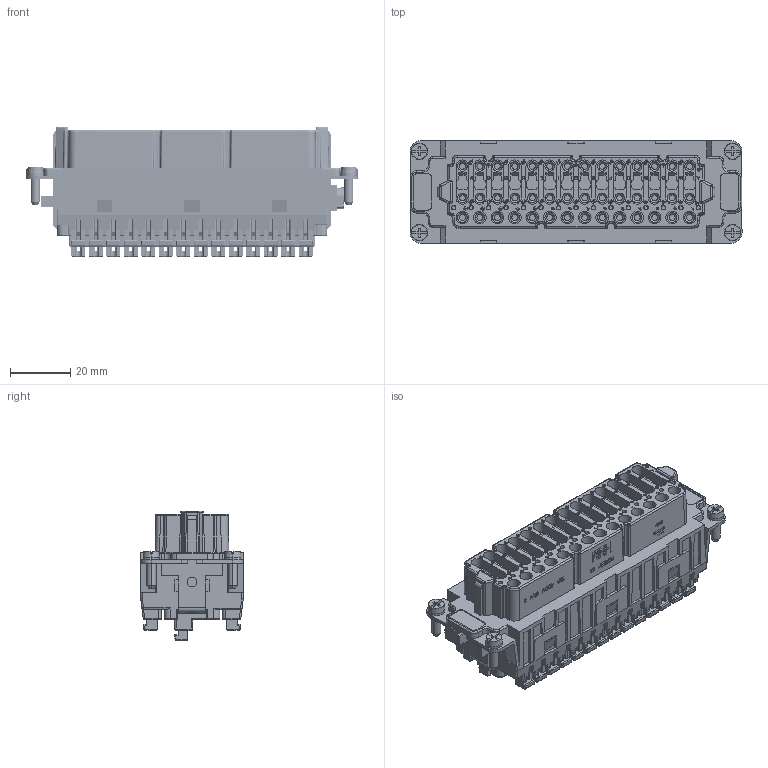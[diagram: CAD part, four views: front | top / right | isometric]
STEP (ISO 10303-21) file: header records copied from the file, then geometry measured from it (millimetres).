
FILE_DESCRIPTION(('Creo Elements/Direct Modeling STEP Export'),'2;1');
FILE_NAME('0ln7uvk5aj4mekh1164','2021-05-06T 9:25:54',(''),(''),'Creo Elements/Direct Modeling STEP processor for AP214 (Solid Model)','Creo Elements/Direct Modeling 20.1B 02-Apr-2019 (C) Parametric Technology GmbH','');
FILE_SCHEMA(('AUTOMOTIVE_DESIGN { 1 0 10303 214 1 1 1 1 }'));
Products named in the file (2): RDSHF_42
Assembly tree (1 placements, depth 2):
  RDSHF_42
    RDSHF_42
Bounding box: 110.2 x 34 x 43 mm (x, y, z)
Volume: 84616.5 mm3; surface area: 33609.7 mm2
Topology: 1 solids, 1 shells, 4369 faces, 19125 edges, 14899 vertices
Faces by surface type: plane 2388, cylinder 1376, cone 214, sphere 160, torus 150, bspline 81
Entity records: 241236 total; most frequent: CARTESIAN_POINT 68971, ORIENTED_EDGE 37930, DIRECTION 27562, EDGE_CURVE 18965, VERTEX_POINT 14899, VECTOR 14804, LINE 14804, AXIS2_PLACEMENT_3D 6379
